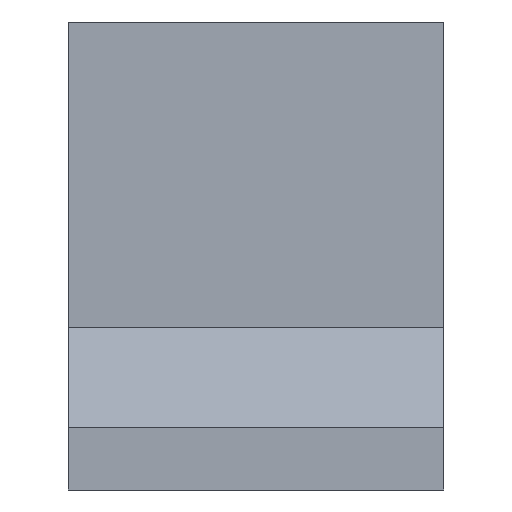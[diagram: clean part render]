
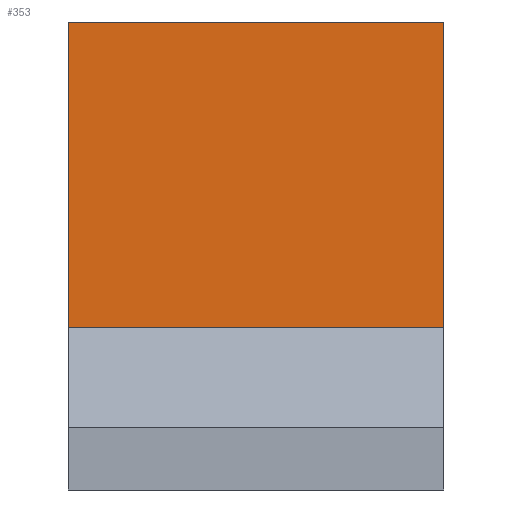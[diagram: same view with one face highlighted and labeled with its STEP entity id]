
A CAD part, left-side view. The second image highlights one B-rep face of the part: STEP entity #353.
In plain terms, the highlighted planar face has unit normal (-1, 0, 0).
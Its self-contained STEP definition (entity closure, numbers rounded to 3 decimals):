
#230 = VERTEX_POINT('',#231);
#231 = CARTESIAN_POINT('',(6.5,-7.5,18.677));
#237 = EDGE_CURVE('',#238,#230,#240,.T.);
#238 = VERTEX_POINT('',#239);
#239 = CARTESIAN_POINT('',(6.5,-7.5,6.5));
#240 = LINE('',#241,#242);
#241 = CARTESIAN_POINT('',(6.5,-7.5,6.5));
#242 = VECTOR('',#243,1.);
#243 = DIRECTION('',(0.,0.,1.));
#261 = VERTEX_POINT('',#262);
#262 = CARTESIAN_POINT('',(6.5,7.5,6.5));
#268 = EDGE_CURVE('',#269,#261,#271,.T.);
#269 = VERTEX_POINT('',#270);
#270 = CARTESIAN_POINT('',(6.5,7.5,18.677));
#271 = LINE('',#272,#273);
#272 = CARTESIAN_POINT('',(6.5,7.5,4.5));
#273 = VECTOR('',#274,1.);
#274 = DIRECTION('',(0.,0.,-1.));
#326 = EDGE_CURVE('',#238,#261,#327,.T.);
#327 = LINE('',#328,#329);
#328 = CARTESIAN_POINT('',(6.5,-7.5,6.5));
#329 = VECTOR('',#330,1.);
#330 = DIRECTION('',(0.,1.,0.));
#353 = ADVANCED_FACE('',(#354),#365,.F.);
#354 = FACE_BOUND('',#355,.F.);
#355 = EDGE_LOOP('',(#356,#357,#358,#359));
#356 = ORIENTED_EDGE('',*,*,#237,.F.);
#357 = ORIENTED_EDGE('',*,*,#326,.T.);
#358 = ORIENTED_EDGE('',*,*,#268,.F.);
#359 = ORIENTED_EDGE('',*,*,#360,.F.);
#360 = EDGE_CURVE('',#230,#269,#361,.T.);
#361 = LINE('',#362,#363);
#362 = CARTESIAN_POINT('',(6.5,-7.5,18.677));
#363 = VECTOR('',#364,1.);
#364 = DIRECTION('',(0.,1.,0.));
#365 = PLANE('',#366);
#366 = AXIS2_PLACEMENT_3D('',#367,#368,#369);
#367 = CARTESIAN_POINT('',(6.5,-7.5,6.5));
#368 = DIRECTION('',(1.,0.,0.));
#369 = DIRECTION('',(0.,0.,1.));
